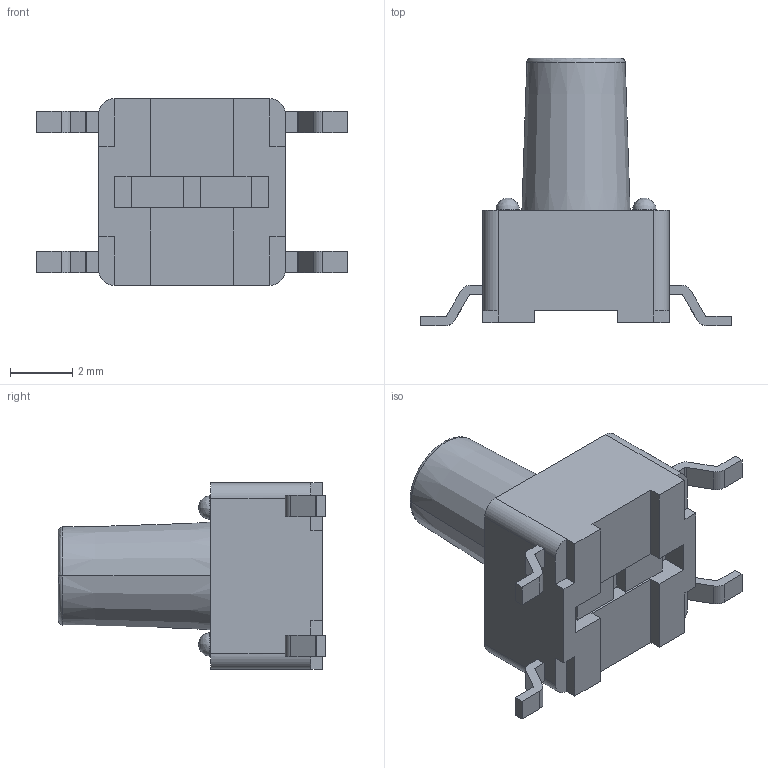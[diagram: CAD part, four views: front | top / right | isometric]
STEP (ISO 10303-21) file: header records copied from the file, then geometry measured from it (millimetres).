
FILE_DESCRIPTION (( 'STEP AP214' ), '1' );
FILE_NAME ('TL3301PF160QG.STEP', '2022-09-13T09:56:11', ( '' ), ( '' ), 'SwSTEP 2.0', 'SolidWorks 2017', '' );
FILE_SCHEMA (( 'AUTOMOTIVE_DESIGN' ));
Length unit declared in the file: millimetre
Products named in the file (4): TL3301PF160QG--3DModel-STEP-520916; Body2; Body1; TL3301PF160QG
Assembly tree (3 placements, depth 3):
  TL3301PF160QG
    TL3301PF160QG--3DModel-STEP-520916
      Body1
      Body2
Bounding box: 10 x 8.6 x 6 mm (x, y, z)
Volume: 138 mm3; surface area: 395.9 mm2
Topology: 2 solids, 2 shells, 214 faces, 561 edges, 360 vertices
Faces by surface type: plane 121, cylinder 72, bspline 15, cone 4, torus 2
Entity records: 9220 total; most frequent: CARTESIAN_POINT 1534, ORIENTED_EDGE 1106, DIRECTION 1066, EDGE_CURVE 553, LINE 386, VECTOR 386, VERTEX_POINT 360, AXIS2_PLACEMENT_3D 340
